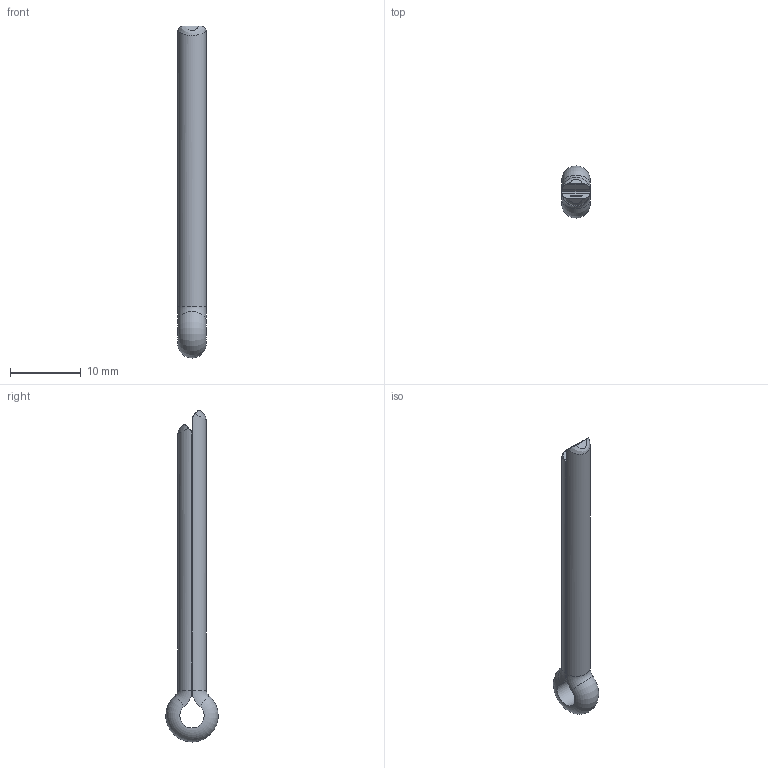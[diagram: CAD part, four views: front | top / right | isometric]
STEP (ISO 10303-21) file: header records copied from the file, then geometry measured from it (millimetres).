
FILE_DESCRIPTION (( 'STEP AP203' ), '1' );
FILE_NAME ('58377-240-4x40.STEP', '2020-01-23T15:25:46', ( '' ), ( '' ), 'SwSTEP 2.0', 'SolidWorks 2015', '' );
FILE_SCHEMA (( 'CONFIG_CONTROL_DESIGN' ));
Length unit declared in the file: millimetre
Products named in the file (2): 58377-240-4x40
Bounding box: 4 x 7.36 x 46.81 mm (x, y, z)
Volume: 576.4 mm3; surface area: 956.9 mm2
Topology: 1 solids, 1 shells, 303 faces, 799 edges, 530 vertices
Faces by surface type: plane 180, bspline 113, cylinder 7, torus 3
Entity records: 15660 total; most frequent: CARTESIAN_POINT 8813, ORIENTED_EDGE 1598, DIRECTION 951, EDGE_CURVE 799, VECTOR 547, LINE 547, VERTEX_POINT 530, EDGE_LOOP 335
